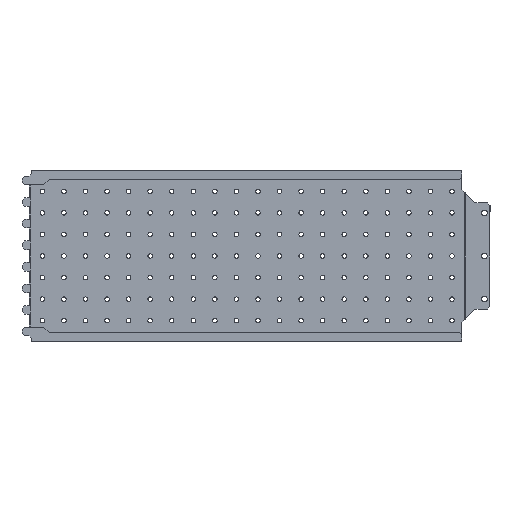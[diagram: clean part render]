
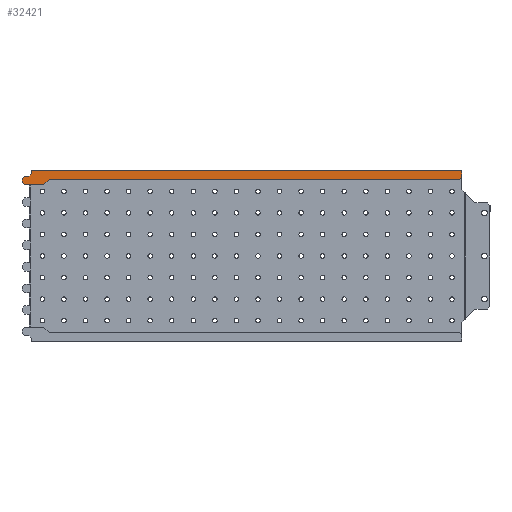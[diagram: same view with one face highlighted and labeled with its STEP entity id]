
A CAD part, front view. The second image highlights one B-rep face of the part: STEP entity #32421.
In plain terms, the highlighted planar face has unit normal (0, -1, 0).
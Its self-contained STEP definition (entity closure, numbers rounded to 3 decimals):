
#600 = VECTOR ( 'NONE', #23748, 1000. ) ;
#1356 = CARTESIAN_POINT ( 'NONE',  ( -150.125, -403.835, 92.5 ) ) ;
#1522 = ORIENTED_EDGE ( 'NONE', *, *, #36634, .T. ) ;
#1574 = DIRECTION ( 'NONE',  ( -0.707, 0., -0.707 ) ) ;
#2115 = DIRECTION ( 'NONE',  ( 0.707, 0., 0.707 ) ) ;
#2130 = ORIENTED_EDGE ( 'NONE', *, *, #28763, .T. ) ;
#2585 = EDGE_CURVE ( 'NONE', #20372, #24936, #11029, .T. ) ;
#2661 = LINE ( 'NONE', #14473, #36394 ) ;
#2766 = AXIS2_PLACEMENT_3D ( 'NONE', #6898, #9010, #20799 ) ;
#3340 = DIRECTION ( 'NONE',  ( 1., 0., 0. ) ) ;
#3584 = FACE_OUTER_BOUND ( 'NONE', #36834, .T. ) ;
#3593 = DIRECTION ( 'NONE',  ( -0.707, 0., -0.707 ) ) ;
#3686 = VECTOR ( 'NONE', #24697, 1000. ) ;
#3723 = DIRECTION ( 'NONE',  ( 0., 0., 1. ) ) ;
#3758 = VERTEX_POINT ( 'NONE', #1356 ) ;
#4261 = ORIENTED_EDGE ( 'NONE', *, *, #28872, .F. ) ;
#4640 = VECTOR ( 'NONE', #3723, 1000. ) ;
#6673 = CARTESIAN_POINT ( 'NONE',  ( 0., -403.835, 85.75 ) ) ;
#6737 = CARTESIAN_POINT ( 'NONE',  ( -161.125, -403.835, 82.5 ) ) ;
#6898 = CARTESIAN_POINT ( 'NONE',  ( 0., -403.835, 0. ) ) ;
#6944 = VERTEX_POINT ( 'NONE', #25760 ) ;
#6995 = CARTESIAN_POINT ( 'NONE',  ( 348.875, -403.835, 95.75 ) ) ;
#7197 = LINE ( 'NONE', #33872, #12837 ) ;
#7221 = VECTOR ( 'NONE', #10830, 1000. ) ;
#7441 = CARTESIAN_POINT ( 'NONE',  ( 0., -403.835, 89.5 ) ) ;
#7502 = CARTESIAN_POINT ( 'NONE',  ( -150.125, -403.835, 0. ) ) ;
#7946 = CARTESIAN_POINT ( 'NONE',  ( -158.125, -403.835, 79.5 ) ) ;
#8003 = ORIENTED_EDGE ( 'NONE', *, *, #29074, .T. ) ;
#8081 = EDGE_CURVE ( 'NONE', #33231, #15962, #32680, .T. ) ;
#8456 = ORIENTED_EDGE ( 'NONE', *, *, #14680, .T. ) ;
#9006 = CARTESIAN_POINT ( 'NONE',  ( -150.125, -403.835, 0. ) ) ;
#9010 = DIRECTION ( 'NONE',  ( 0., 1., 0. ) ) ;
#9238 = VECTOR ( 'NONE', #14102, 1000. ) ;
#10830 = DIRECTION ( 'NONE',  ( 0., 0., 1. ) ) ;
#11029 = LINE ( 'NONE', #37681, #7221 ) ;
#12009 = CARTESIAN_POINT ( 'NONE',  ( -150.125, -403.835, 95.75 ) ) ;
#12459 = EDGE_CURVE ( 'NONE', #20082, #35325, #21137, .T. ) ;
#12837 = VECTOR ( 'NONE', #2115, 1000. ) ;
#13098 = VECTOR ( 'NONE', #17678, 1000. ) ;
#13394 = CARTESIAN_POINT ( 'NONE',  ( -158.125, -403.835, 89.5 ) ) ;
#13551 = CARTESIAN_POINT ( 'NONE',  ( -129.625, -403.835, 85.75 ) ) ;
#13582 = ORIENTED_EDGE ( 'NONE', *, *, #12459, .T. ) ;
#13596 = CARTESIAN_POINT ( 'NONE',  ( -123.812, -403.835, 123.813 ) ) ;
#13621 = EDGE_CURVE ( 'NONE', #24936, #21571, #27320, .T. ) ;
#14102 = DIRECTION ( 'NONE',  ( 0.707, 0., -0.707 ) ) ;
#14473 = CARTESIAN_POINT ( 'NONE',  ( 130.063, -403.835, -130.063 ) ) ;
#14680 = EDGE_CURVE ( 'NONE', #3758, #6944, #23691, .T. ) ;
#15053 = VERTEX_POINT ( 'NONE', #21670 ) ;
#15193 = EDGE_CURVE ( 'NONE', #15053, #20082, #7197, .T. ) ;
#15281 = VECTOR ( 'NONE', #35564, 1000. ) ;
#15375 = DIRECTION ( 'NONE',  ( 0., 0., -1. ) ) ;
#15962 = VERTEX_POINT ( 'NONE', #6737 ) ;
#16018 = LINE ( 'NONE', #7502, #3686 ) ;
#16056 = CARTESIAN_POINT ( 'NONE',  ( -161.125, -403.835, 86.5 ) ) ;
#16707 = VECTOR ( 'NONE', #3340, 1000. ) ;
#17678 = DIRECTION ( 'NONE',  ( -1., 0., 0. ) ) ;
#17688 = CARTESIAN_POINT ( 'NONE',  ( 348.875, -403.835, 93.25 ) ) ;
#18450 = VECTOR ( 'NONE', #36999, 1000. ) ;
#19104 = CARTESIAN_POINT ( 'NONE',  ( 345.875, -403.835, 85.75 ) ) ;
#19721 = ORIENTED_EDGE ( 'NONE', *, *, #8081, .T. ) ;
#19891 = LINE ( 'NONE', #25685, #9238 ) ;
#20082 = VERTEX_POINT ( 'NONE', #13551 ) ;
#20303 = CARTESIAN_POINT ( 'NONE',  ( -161.125, -403.835, 0. ) ) ;
#20372 = VERTEX_POINT ( 'NONE', #17688 ) ;
#20421 = LINE ( 'NONE', #9006, #34754 ) ;
#20799 = DIRECTION ( 'NONE',  ( 0., 0., 1. ) ) ;
#21137 = LINE ( 'NONE', #6673, #16707 ) ;
#21571 = VERTEX_POINT ( 'NONE', #12009 ) ;
#21670 = CARTESIAN_POINT ( 'NONE',  ( -135.875, -403.835, 79.5 ) ) ;
#23691 = LINE ( 'NONE', #32419, #35647 ) ;
#23748 = DIRECTION ( 'NONE',  ( 0., 0., -1. ) ) ;
#23845 = VECTOR ( 'NONE', #1574, 1000. ) ;
#23874 = PLANE ( 'NONE',  #2766 ) ;
#23917 = ORIENTED_EDGE ( 'NONE', *, *, #26826, .T. ) ;
#24697 = DIRECTION ( 'NONE',  ( 0., 0., 1. ) ) ;
#24936 = VERTEX_POINT ( 'NONE', #6995 ) ;
#25685 = CARTESIAN_POINT ( 'NONE',  ( -39.313, -403.835, -39.312 ) ) ;
#25760 = CARTESIAN_POINT ( 'NONE',  ( -153.125, -403.835, 89.5 ) ) ;
#26254 = DIRECTION ( 'NONE',  ( 0.707, 0., 0.707 ) ) ;
#26584 = ORIENTED_EDGE ( 'NONE', *, *, #13621, .T. ) ;
#26826 = EDGE_CURVE ( 'NONE', #31059, #15053, #32892, .T. ) ;
#27320 = LINE ( 'NONE', #36008, #13098 ) ;
#27450 = VERTEX_POINT ( 'NONE', #29084 ) ;
#28117 = LINE ( 'NONE', #7441, #18450 ) ;
#28658 = EDGE_CURVE ( 'NONE', #15962, #31059, #19891, .T. ) ;
#28763 = EDGE_CURVE ( 'NONE', #35325, #27450, #2661, .T. ) ;
#28872 = EDGE_CURVE ( 'NONE', #30732, #21571, #16018, .T. ) ;
#29074 = EDGE_CURVE ( 'NONE', #30732, #3758, #20421, .T. ) ;
#29084 = CARTESIAN_POINT ( 'NONE',  ( 348.875, -403.835, 88.75 ) ) ;
#29446 = CARTESIAN_POINT ( 'NONE',  ( 348.875, -403.835, 0. ) ) ;
#30007 = LINE ( 'NONE', #29446, #4640 ) ;
#30642 = VERTEX_POINT ( 'NONE', #13394 ) ;
#30732 = VERTEX_POINT ( 'NONE', #37150 ) ;
#31059 = VERTEX_POINT ( 'NONE', #7946 ) ;
#31407 = ORIENTED_EDGE ( 'NONE', *, *, #31940, .T. ) ;
#31940 = EDGE_CURVE ( 'NONE', #27450, #20372, #30007, .T. ) ;
#32419 = CARTESIAN_POINT ( 'NONE',  ( -121.312, -403.835, 121.313 ) ) ;
#32421 = ADVANCED_FACE ( 'NONE', ( #3584 ), #23874, .F. ) ;
#32502 = CARTESIAN_POINT ( 'NONE',  ( 0., -403.835, 79.5 ) ) ;
#32680 = LINE ( 'NONE', #20303, #600 ) ;
#32892 = LINE ( 'NONE', #32502, #15281 ) ;
#33074 = ORIENTED_EDGE ( 'NONE', *, *, #28658, .T. ) ;
#33231 = VERTEX_POINT ( 'NONE', #16056 ) ;
#33872 = CARTESIAN_POINT ( 'NONE',  ( -107.687, -403.835, 107.688 ) ) ;
#34069 = LINE ( 'NONE', #13596, #23845 ) ;
#34123 = ORIENTED_EDGE ( 'NONE', *, *, #34852, .T. ) ;
#34344 = ORIENTED_EDGE ( 'NONE', *, *, #2585, .T. ) ;
#34754 = VECTOR ( 'NONE', #15375, 1000. ) ;
#34852 = EDGE_CURVE ( 'NONE', #30642, #33231, #34069, .T. ) ;
#35325 = VERTEX_POINT ( 'NONE', #19104 ) ;
#35564 = DIRECTION ( 'NONE',  ( 1., 0., 0. ) ) ;
#35647 = VECTOR ( 'NONE', #3593, 1000. ) ;
#36008 = CARTESIAN_POINT ( 'NONE',  ( 0., -403.835, 95.75 ) ) ;
#36394 = VECTOR ( 'NONE', #26254, 1000. ) ;
#36634 = EDGE_CURVE ( 'NONE', #6944, #30642, #28117, .T. ) ;
#36834 = EDGE_LOOP ( 'NONE', ( #31407, #34344, #26584, #4261, #8003, #8456, #1522, #34123, #19721, #33074, #23917, #37102, #13582, #2130 ) ) ;
#36999 = DIRECTION ( 'NONE',  ( -1., 0., 0. ) ) ;
#37102 = ORIENTED_EDGE ( 'NONE', *, *, #15193, .T. ) ;
#37150 = CARTESIAN_POINT ( 'NONE',  ( -150.125, -403.835, 93.25 ) ) ;
#37681 = CARTESIAN_POINT ( 'NONE',  ( 348.875, -403.835, 93.25 ) ) ;
